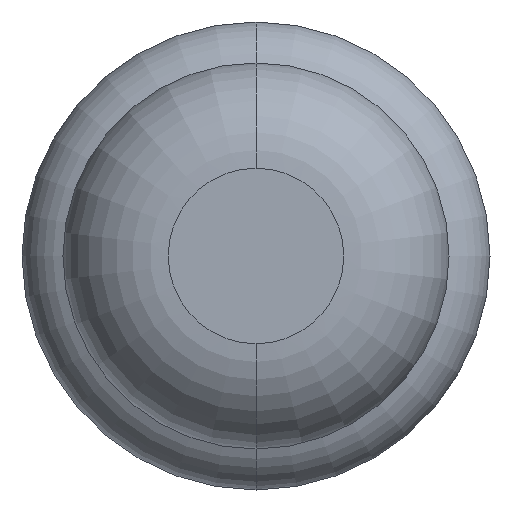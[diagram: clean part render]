
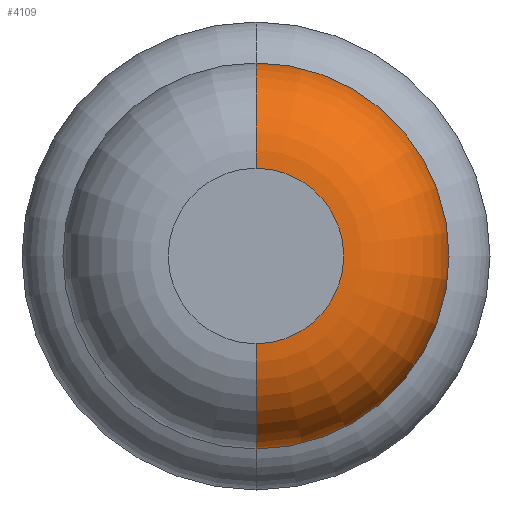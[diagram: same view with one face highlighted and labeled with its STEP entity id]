
A CAD part, front view. The second image highlights one B-rep face of the part: STEP entity #4109.
In plain terms, the highlighted toroidal (fillet/blend) face has major radius 0.375 mm and minor radius 0.45 mm.
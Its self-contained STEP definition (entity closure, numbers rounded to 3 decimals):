
#103 = DIRECTION ( 'NONE',  ( 0., 0., 1. ) ) ;
#177 = EDGE_CURVE ( 'Defeature ausgef�hrt1_42+Defeature ausgef�hrt1_41+Defeature ausgef�hrt1_41+Defeature ausgef�hrt1_41', #4523, #4532, #591, .T. ) ;
#336 = FACE_OUTER_BOUND ( 'NONE', #750, .T. ) ;
#591 = CIRCLE ( 'NONE', #704, 0.375 ) ;
#674 = AXIS2_PLACEMENT_3D ( 'NONE', #4772, #1659, #3489 ) ;
#704 = AXIS2_PLACEMENT_3D ( 'NONE', #5517, #1064, #103 ) ;
#750 = EDGE_LOOP ( 'NONE', ( #2258, #5440, #3408, #4434 ) ) ;
#897 = EDGE_CURVE ( 'NONE', #4523, #2826, #5449, .T. ) ;
#1064 = DIRECTION ( 'NONE',  ( 0., 1., 0. ) ) ;
#1200 = CARTESIAN_POINT ( 'NONE',  ( 0., -26.95, 0. ) ) ;
#1659 = DIRECTION ( 'NONE',  ( -1., 0., 0. ) ) ;
#2071 = TOROIDAL_SURFACE ( 'NONE', #5367, 0.375, 0.45 ) ;
#2083 = DIRECTION ( 'NONE',  ( 0., 1., 0. ) ) ;
#2117 = CARTESIAN_POINT ( 'NONE',  ( 0., -26.95, 0. ) ) ;
#2204 = VERTEX_POINT ( 'NONE', #4907 ) ;
#2258 = ORIENTED_EDGE ( 'NONE', *, *, #177, .T. ) ;
#2431 = CARTESIAN_POINT ( 'NONE',  ( 0., -27.4, -0.375 ) ) ;
#2452 = AXIS2_PLACEMENT_3D ( 'NONE', #4692, #3341, #3397 ) ;
#2826 = VERTEX_POINT ( 'NONE', #2856 ) ;
#2856 = CARTESIAN_POINT ( 'NONE',  ( 0., -26.95, 0.825 ) ) ;
#2965 = DIRECTION ( 'NONE',  ( 0., 1., 0. ) ) ;
#3049 = CIRCLE ( 'NONE', #2452, 0.45 ) ;
#3192 = EDGE_CURVE ( 'Defeature ausgef�hrt1_43+Defeature ausgef�hrt1_42+Defeature ausgef�hrt1_42+Defeature ausgef�hrt1_42', #2826, #2204, #3733, .T. ) ;
#3341 = DIRECTION ( 'NONE',  ( 1., 0., 0. ) ) ;
#3397 = DIRECTION ( 'NONE',  ( 0., 0., -1. ) ) ;
#3408 = ORIENTED_EDGE ( 'NONE', *, *, #3192, .F. ) ;
#3489 = DIRECTION ( 'NONE',  ( 0., 0., 1. ) ) ;
#3733 = CIRCLE ( 'NONE', #4384, 0.825 ) ;
#3763 = CARTESIAN_POINT ( 'NONE',  ( 0., -27.4, 0.375 ) ) ;
#4109 = ADVANCED_FACE ( 'Defeature ausgef�hrt1_42', ( #336 ), #2071, .T. ) ;
#4316 = DIRECTION ( 'NONE',  ( 0., 0., 1. ) ) ;
#4384 = AXIS2_PLACEMENT_3D ( 'NONE', #2117, #2083, #4740 ) ;
#4407 = EDGE_CURVE ( 'NONE', #4532, #2204, #3049, .T. ) ;
#4434 = ORIENTED_EDGE ( 'NONE', *, *, #897, .F. ) ;
#4523 = VERTEX_POINT ( 'NONE', #3763 ) ;
#4532 = VERTEX_POINT ( 'NONE', #2431 ) ;
#4692 = CARTESIAN_POINT ( 'NONE',  ( 0., -26.95, -0.375 ) ) ;
#4740 = DIRECTION ( 'NONE',  ( 0., 0., 1. ) ) ;
#4772 = CARTESIAN_POINT ( 'NONE',  ( 0., -26.95, 0.375 ) ) ;
#4907 = CARTESIAN_POINT ( 'NONE',  ( 0., -26.95, -0.825 ) ) ;
#5367 = AXIS2_PLACEMENT_3D ( 'NONE', #1200, #2965, #4316 ) ;
#5440 = ORIENTED_EDGE ( 'NONE', *, *, #4407, .T. ) ;
#5449 = CIRCLE ( 'NONE', #674, 0.45 ) ;
#5517 = CARTESIAN_POINT ( 'NONE',  ( 0., -27.4, 0. ) ) ;
